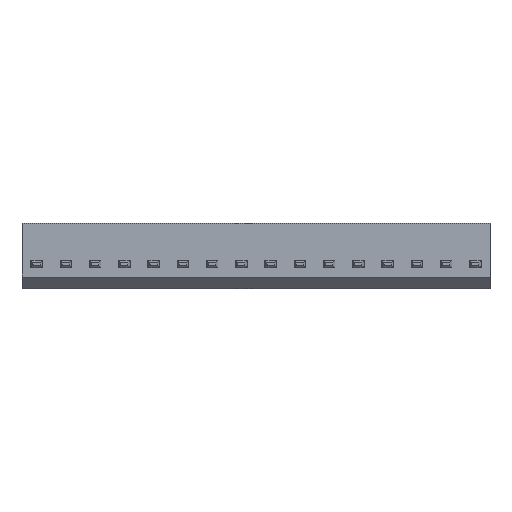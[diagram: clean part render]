
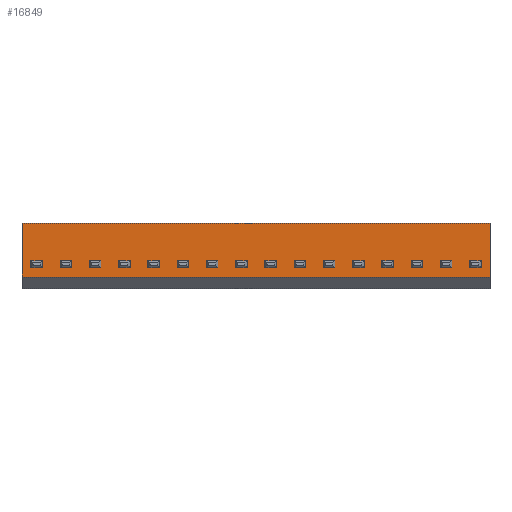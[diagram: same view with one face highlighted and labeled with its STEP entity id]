
A CAD part, top view. The second image highlights one B-rep face of the part: STEP entity #16849.
In plain terms, the highlighted planar face has unit normal (0, 0, 1).
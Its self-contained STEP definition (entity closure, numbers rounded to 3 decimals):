
#16849 = ADVANCED_FACE('',(#16850),#16864,.T.);
#16850 = FACE_BOUND('',#16851,.T.);
#16851 = EDGE_LOOP('',(#16852,#16887,#16915,#16943));
#16852 = ORIENTED_EDGE('',*,*,#16853,.T.);
#16853 = EDGE_CURVE('',#16854,#16856,#16858,.T.);
#16854 = VERTEX_POINT('',#16855);
#16855 = CARTESIAN_POINT('',(-1.25,-1.1,3.2));
#16856 = VERTEX_POINT('',#16857);
#16857 = CARTESIAN_POINT('',(38.75,-1.1,3.2));
#16858 = SURFACE_CURVE('',#16859,(#16863,#16875),.PCURVE_S1.);
#16859 = LINE('',#16860,#16861);
#16860 = CARTESIAN_POINT('',(-1.25,-1.1,3.2));
#16861 = VECTOR('',#16862,1.);
#16862 = DIRECTION('',(1.,0.,0.));
#16863 = PCURVE('',#16864,#16869);
#16864 = PLANE('',#16865);
#16865 = AXIS2_PLACEMENT_3D('',#16866,#16867,#16868);
#16866 = CARTESIAN_POINT('',(-1.25,-1.1,3.2));
#16867 = DIRECTION('',(0.,0.,1.));
#16868 = DIRECTION('',(0.,1.,0.));
#16869 = DEFINITIONAL_REPRESENTATION('',(#16870),#16874);
#16870 = LINE('',#16871,#16872);
#16871 = CARTESIAN_POINT('',(0.,0.));
#16872 = VECTOR('',#16873,1.);
#16873 = DIRECTION('',(0.,-1.));
#16874 = ( GEOMETRIC_REPRESENTATION_CONTEXT(2) 
PARAMETRIC_REPRESENTATION_CONTEXT() REPRESENTATION_CONTEXT('2D SPACE',''
  ) );
#16875 = PCURVE('',#16876,#16881);
#16876 = PLANE('',#16877);
#16877 = AXIS2_PLACEMENT_3D('',#16878,#16879,#16880);
#16878 = CARTESIAN_POINT('',(-1.25,-1.1,3.2));
#16879 = DIRECTION('',(0.,0.707,-0.707));
#16880 = DIRECTION('',(0.,-0.707,-0.707));
#16881 = DEFINITIONAL_REPRESENTATION('',(#16882),#16886);
#16882 = LINE('',#16883,#16884);
#16883 = CARTESIAN_POINT('',(0.,0.));
#16884 = VECTOR('',#16885,1.);
#16885 = DIRECTION('',(0.,-1.));
#16886 = ( GEOMETRIC_REPRESENTATION_CONTEXT(2) 
PARAMETRIC_REPRESENTATION_CONTEXT() REPRESENTATION_CONTEXT('2D SPACE',''
  ) );
#16887 = ORIENTED_EDGE('',*,*,#16888,.T.);
#16888 = EDGE_CURVE('',#16856,#16889,#16891,.T.);
#16889 = VERTEX_POINT('',#16890);
#16890 = CARTESIAN_POINT('',(38.75,3.5,3.2));
#16891 = SURFACE_CURVE('',#16892,(#16896,#16903),.PCURVE_S1.);
#16892 = LINE('',#16893,#16894);
#16893 = CARTESIAN_POINT('',(38.75,-1.1,3.2));
#16894 = VECTOR('',#16895,1.);
#16895 = DIRECTION('',(0.,1.,0.));
#16896 = PCURVE('',#16864,#16897);
#16897 = DEFINITIONAL_REPRESENTATION('',(#16898),#16902);
#16898 = LINE('',#16899,#16900);
#16899 = CARTESIAN_POINT('',(0.,-40.));
#16900 = VECTOR('',#16901,1.);
#16901 = DIRECTION('',(1.,0.));
#16902 = ( GEOMETRIC_REPRESENTATION_CONTEXT(2) 
PARAMETRIC_REPRESENTATION_CONTEXT() REPRESENTATION_CONTEXT('2D SPACE',''
  ) );
#16903 = PCURVE('',#16904,#16909);
#16904 = PLANE('',#16905);
#16905 = AXIS2_PLACEMENT_3D('',#16906,#16907,#16908);
#16906 = CARTESIAN_POINT('',(38.75,0.951,1.622));
#16907 = DIRECTION('',(1.,0.,0.));
#16908 = DIRECTION('',(0.,0.,1.));
#16909 = DEFINITIONAL_REPRESENTATION('',(#16910),#16914);
#16910 = LINE('',#16911,#16912);
#16911 = CARTESIAN_POINT('',(1.578,2.051));
#16912 = VECTOR('',#16913,1.);
#16913 = DIRECTION('',(0.,-1.));
#16914 = ( GEOMETRIC_REPRESENTATION_CONTEXT(2) 
PARAMETRIC_REPRESENTATION_CONTEXT() REPRESENTATION_CONTEXT('2D SPACE',''
  ) );
#16915 = ORIENTED_EDGE('',*,*,#16916,.F.);
#16916 = EDGE_CURVE('',#16917,#16889,#16919,.T.);
#16917 = VERTEX_POINT('',#16918);
#16918 = CARTESIAN_POINT('',(-1.25,3.5,3.2));
#16919 = SURFACE_CURVE('',#16920,(#16924,#16931),.PCURVE_S1.);
#16920 = LINE('',#16921,#16922);
#16921 = CARTESIAN_POINT('',(-1.25,3.5,3.2));
#16922 = VECTOR('',#16923,1.);
#16923 = DIRECTION('',(1.,0.,0.));
#16924 = PCURVE('',#16864,#16925);
#16925 = DEFINITIONAL_REPRESENTATION('',(#16926),#16930);
#16926 = LINE('',#16927,#16928);
#16927 = CARTESIAN_POINT('',(4.6,0.));
#16928 = VECTOR('',#16929,1.);
#16929 = DIRECTION('',(0.,-1.));
#16930 = ( GEOMETRIC_REPRESENTATION_CONTEXT(2) 
PARAMETRIC_REPRESENTATION_CONTEXT() REPRESENTATION_CONTEXT('2D SPACE',''
  ) );
#16931 = PCURVE('',#16932,#16937);
#16932 = PLANE('',#16933);
#16933 = AXIS2_PLACEMENT_3D('',#16934,#16935,#16936);
#16934 = CARTESIAN_POINT('',(-1.25,3.5,3.2));
#16935 = DIRECTION('',(0.,1.,0.));
#16936 = DIRECTION('',(0.,0.,-1.));
#16937 = DEFINITIONAL_REPRESENTATION('',(#16938),#16942);
#16938 = LINE('',#16939,#16940);
#16939 = CARTESIAN_POINT('',(0.,0.));
#16940 = VECTOR('',#16941,1.);
#16941 = DIRECTION('',(0.,-1.));
#16942 = ( GEOMETRIC_REPRESENTATION_CONTEXT(2) 
PARAMETRIC_REPRESENTATION_CONTEXT() REPRESENTATION_CONTEXT('2D SPACE',''
  ) );
#16943 = ORIENTED_EDGE('',*,*,#16944,.F.);
#16944 = EDGE_CURVE('',#16854,#16917,#16945,.T.);
#16945 = SURFACE_CURVE('',#16946,(#16950,#16957),.PCURVE_S1.);
#16946 = LINE('',#16947,#16948);
#16947 = CARTESIAN_POINT('',(-1.25,-1.1,3.2));
#16948 = VECTOR('',#16949,1.);
#16949 = DIRECTION('',(0.,1.,0.));
#16950 = PCURVE('',#16864,#16951);
#16951 = DEFINITIONAL_REPRESENTATION('',(#16952),#16956);
#16952 = LINE('',#16953,#16954);
#16953 = CARTESIAN_POINT('',(0.,0.));
#16954 = VECTOR('',#16955,1.);
#16955 = DIRECTION('',(1.,0.));
#16956 = ( GEOMETRIC_REPRESENTATION_CONTEXT(2) 
PARAMETRIC_REPRESENTATION_CONTEXT() REPRESENTATION_CONTEXT('2D SPACE',''
  ) );
#16957 = PCURVE('',#16958,#16963);
#16958 = PLANE('',#16959);
#16959 = AXIS2_PLACEMENT_3D('',#16960,#16961,#16962);
#16960 = CARTESIAN_POINT('',(-1.25,0.951,1.622));
#16961 = DIRECTION('',(1.,0.,0.));
#16962 = DIRECTION('',(0.,0.,1.));
#16963 = DEFINITIONAL_REPRESENTATION('',(#16964),#16968);
#16964 = LINE('',#16965,#16966);
#16965 = CARTESIAN_POINT('',(1.578,2.051));
#16966 = VECTOR('',#16967,1.);
#16967 = DIRECTION('',(0.,-1.));
#16968 = ( GEOMETRIC_REPRESENTATION_CONTEXT(2) 
PARAMETRIC_REPRESENTATION_CONTEXT() REPRESENTATION_CONTEXT('2D SPACE',''
  ) );
